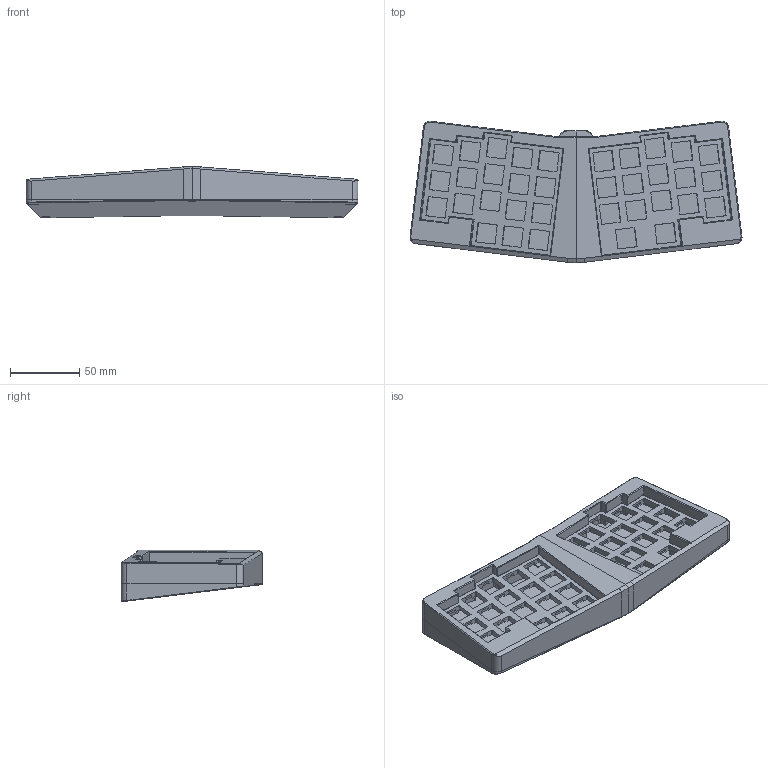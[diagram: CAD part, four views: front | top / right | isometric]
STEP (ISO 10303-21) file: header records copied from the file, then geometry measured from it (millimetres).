
FILE_DESCRIPTION(/* description */ (''),/* implementation_level */ '2;1');
FILE_NAME(/* name */ 'type-c.step',/* time_stamp */ '2022-04-08T17:14:49-04:00',/* author */ (''),/* organization */ (''),/* preprocessor_version */ 'ST-DEVELOPER v18.1',/* originating_system */ 'Autodesk Translation Framework v10.14.0.1471',/* authorisation */ '');
FILE_SCHEMA (('AUTOMOTIVE_DESIGN { 1 0 10303 214 3 1 1 }'));
Length unit declared in the file: millimetre
Products named in the file (1): Type C
Bounding box: 239.47 x 102.15 x 37.1 mm (x, y, z)
Volume: 272181.6 mm3; surface area: 113337 mm2
Topology: 5 solids, 5 shells, 1031 faces, 2903 edges, 1892 vertices
Faces by surface type: plane 655, cylinder 287, bspline 65, cone 24
Full cylindrical faces by diameter (mm): 2 x8, 2.2 x4, 3.5 x12, 6 x4
Entity records: 35408 total; most frequent: CARTESIAN_POINT 8520, ORIENTED_EDGE 5786, DIRECTION 5283, EDGE_CURVE 2893, LINE 2181, VECTOR 2181, VERTEX_POINT 1892, AXIS2_PLACEMENT_3D 1551
